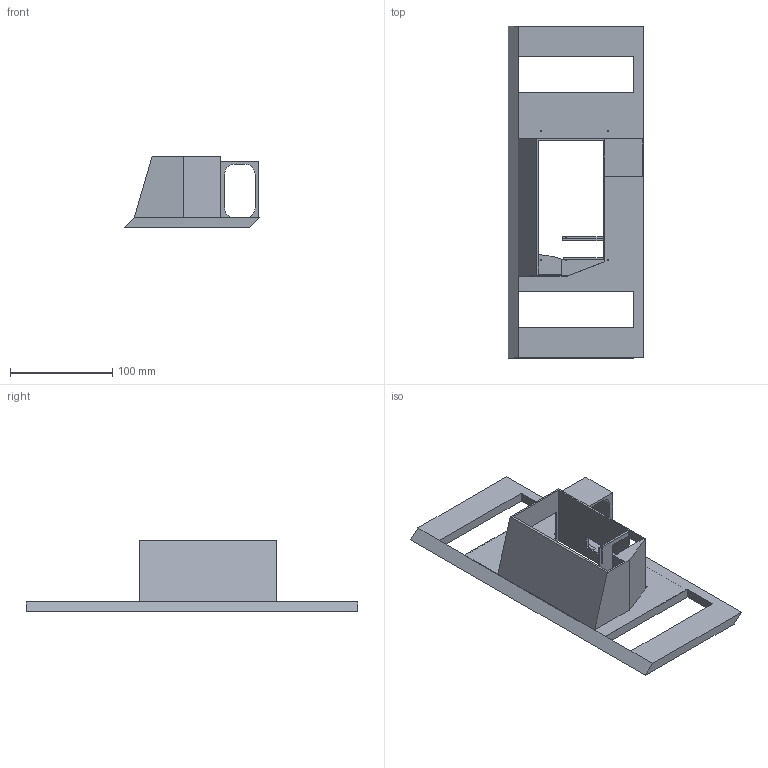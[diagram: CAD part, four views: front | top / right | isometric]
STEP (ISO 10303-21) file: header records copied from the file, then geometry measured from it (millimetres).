
FILE_DESCRIPTION (( 'STEP AP203' ), '1' );
FILE_NAME ('Case v5.STEP', '2021-12-15T03:17:13', ( '' ), ( '' ), 'SwSTEP 2.0', 'SolidWorks 2022', '' );
FILE_SCHEMA (( 'CONFIG_CONTROL_DESIGN' ));
Length unit declared in the file: millimetre
Products named in the file (1): Case v5
Bounding box: 133 x 325 x 69.2 mm (x, y, z)
Volume: 256279.1 mm3; surface area: 121269.1 mm2
Topology: 1 solids, 1 shells, 92 faces, 271 edges, 177 vertices
Faces by surface type: plane 78, cylinder 14
Entity records: 3140 total; most frequent: ORIENTED_EDGE 542, CARTESIAN_POINT 541, DIRECTION 485, EDGE_CURVE 271, LINE 243, VECTOR 243, VERTEX_POINT 177, AXIS2_PLACEMENT_3D 121
